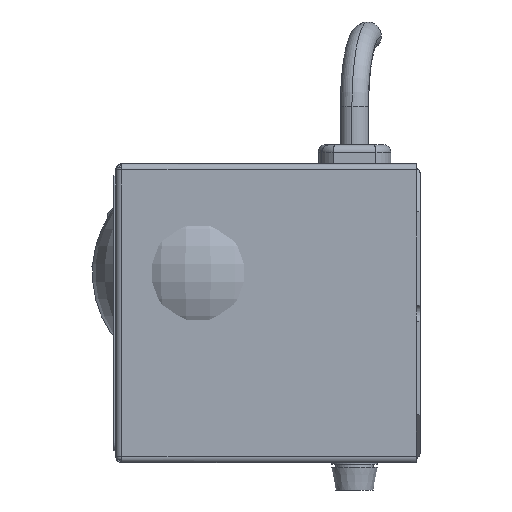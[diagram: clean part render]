
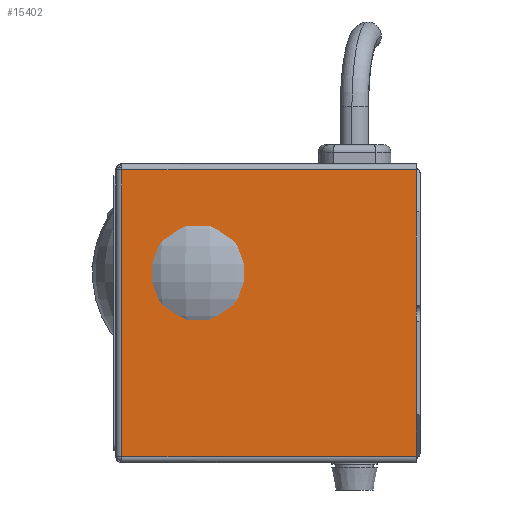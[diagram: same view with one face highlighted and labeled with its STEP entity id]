
A CAD part, left-side view. The second image highlights one B-rep face of the part: STEP entity #15402.
In plain terms, the highlighted planar face has unit normal (-1, 0, 0).
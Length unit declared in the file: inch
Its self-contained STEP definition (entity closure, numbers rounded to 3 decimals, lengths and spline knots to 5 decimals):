
#373 = CARTESIAN_POINT ( 'NONE',  ( -6., 0.0816, -1.908 ) ) ;
#1191 = DIRECTION ( 'NONE',  ( 0., 0., 1. ) ) ;
#2765 = EDGE_CURVE ( 'NONE', #23956, #6068, #16961, .T. ) ;
#2921 = CARTESIAN_POINT ( 'NONE',  ( -6., 4., 1.99 ) ) ;
#4161 = AXIS2_PLACEMENT_3D ( 'NONE', #14993, #8382, #1191 ) ;
#4306 = VERTEX_POINT ( 'NONE', #373 ) ;
#4326 = CARTESIAN_POINT ( 'NONE',  ( -6., 4., -1.9084 ) ) ;
#4830 = VECTOR ( 'NONE', #26088, 39.37008 ) ;
#5839 = CIRCLE ( 'NONE', #16594, 0.0004 ) ;
#6068 = VERTEX_POINT ( 'NONE', #16741 ) ;
#6201 = LINE ( 'NONE', #21113, #4830 ) ;
#6684 = ORIENTED_EDGE ( 'NONE', *, *, #2765, .T. ) ;
#6875 = VERTEX_POINT ( 'NONE', #13611 ) ;
#6940 = VERTEX_POINT ( 'NONE', #4326 ) ;
#7663 = ORIENTED_EDGE ( 'NONE', *, *, #29568, .T. ) ;
#8382 = DIRECTION ( 'NONE',  ( -1., 0., 0. ) ) ;
#8596 = ORIENTED_EDGE ( 'NONE', *, *, #12314, .F. ) ;
#9085 = EDGE_CURVE ( 'NONE', #6940, #29446, #27225, .T. ) ;
#9542 = EDGE_LOOP ( 'NONE', ( #7663, #6684, #8596, #14272, #24286, #16179 ) ) ;
#9755 = CIRCLE ( 'NONE', #19472, 0.0004 ) ;
#10379 = CARTESIAN_POINT ( 'NONE',  ( -6., 0.0816, -1.9084 ) ) ;
#11555 = DIRECTION ( 'NONE',  ( 0., 0., 1. ) ) ;
#11564 = VECTOR ( 'NONE', #24487, 39.37008 ) ;
#11788 = EDGE_CURVE ( 'NONE', #4306, #6875, #6201, .T. ) ;
#12314 = EDGE_CURVE ( 'NONE', #6940, #6068, #12830, .T. ) ;
#12830 = LINE ( 'NONE', #2921, #17100 ) ;
#13611 = CARTESIAN_POINT ( 'NONE',  ( -6., 0.0816, 1.908 ) ) ;
#14272 = ORIENTED_EDGE ( 'NONE', *, *, #9085, .T. ) ;
#14993 = CARTESIAN_POINT ( 'NONE',  ( -6., 0.082, -1.908 ) ) ;
#15402 = ADVANCED_FACE ( 'NONE', ( #27805 ), #29468, .T. ) ;
#16179 = ORIENTED_EDGE ( 'NONE', *, *, #11788, .T. ) ;
#16265 = CARTESIAN_POINT ( 'NONE',  ( -6., 0.082, -1.908 ) ) ;
#16594 = AXIS2_PLACEMENT_3D ( 'NONE', #17763, #25465, #22424 ) ;
#16741 = CARTESIAN_POINT ( 'NONE',  ( -6., 4., 1.9084 ) ) ;
#16961 = LINE ( 'NONE', #29035, #28843 ) ;
#17100 = VECTOR ( 'NONE', #11555, 39.37008 ) ;
#17763 = CARTESIAN_POINT ( 'NONE',  ( -6., 0.082, 1.908 ) ) ;
#18983 = DIRECTION ( 'NONE',  ( 0., 0., 1. ) ) ;
#19472 = AXIS2_PLACEMENT_3D ( 'NONE', #16265, #26051, #18983 ) ;
#20878 = CARTESIAN_POINT ( 'NONE',  ( -6., 0.082, -1.9084 ) ) ;
#21113 = CARTESIAN_POINT ( 'NONE',  ( -6., 0.0816, 1.9084 ) ) ;
#21731 = CARTESIAN_POINT ( 'NONE',  ( -6., 0.082, 1.9084 ) ) ;
#21939 = DIRECTION ( 'NONE',  ( 0., 1., 0. ) ) ;
#22424 = DIRECTION ( 'NONE',  ( 0., 0., 1. ) ) ;
#23956 = VERTEX_POINT ( 'NONE', #21731 ) ;
#24286 = ORIENTED_EDGE ( 'NONE', *, *, #26764, .T. ) ;
#24487 = DIRECTION ( 'NONE',  ( 0., -1., 0. ) ) ;
#25465 = DIRECTION ( 'NONE',  ( -1., 0., 0. ) ) ;
#26051 = DIRECTION ( 'NONE',  ( -1., 0., 0. ) ) ;
#26088 = DIRECTION ( 'NONE',  ( 0., 0., 1. ) ) ;
#26764 = EDGE_CURVE ( 'NONE', #29446, #4306, #9755, .T. ) ;
#27225 = LINE ( 'NONE', #10379, #11564 ) ;
#27805 = FACE_OUTER_BOUND ( 'NONE', #9542, .T. ) ;
#28843 = VECTOR ( 'NONE', #21939, 39.37008 ) ;
#29035 = CARTESIAN_POINT ( 'NONE',  ( -6., 4., 1.9084 ) ) ;
#29446 = VERTEX_POINT ( 'NONE', #20878 ) ;
#29468 = PLANE ( 'NONE',  #4161 ) ;
#29568 = EDGE_CURVE ( 'NONE', #6875, #23956, #5839, .T. ) ;
